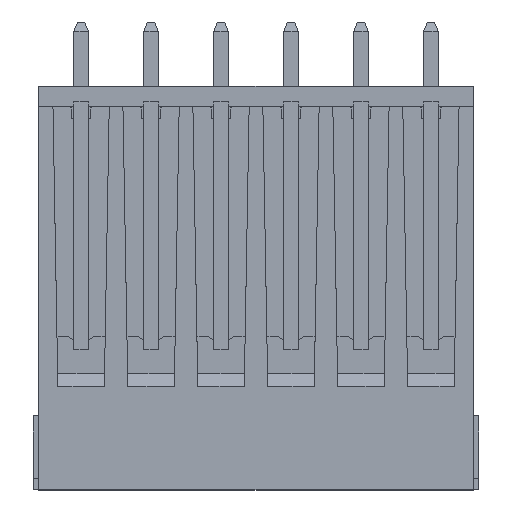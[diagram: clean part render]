
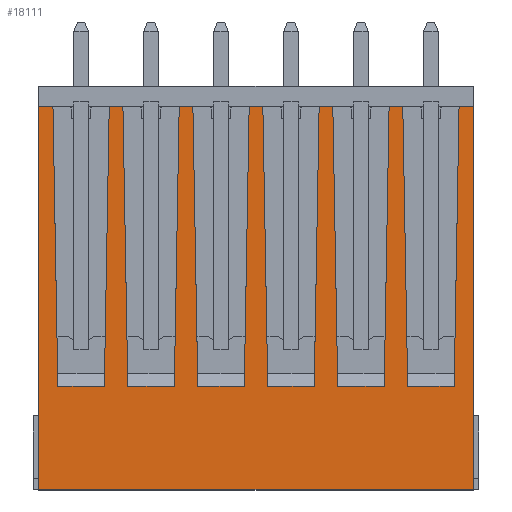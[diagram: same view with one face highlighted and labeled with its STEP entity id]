
A CAD part, top view. The second image highlights one B-rep face of the part: STEP entity #18111.
In plain terms, the highlighted planar face has unit normal (0, 0, 1).
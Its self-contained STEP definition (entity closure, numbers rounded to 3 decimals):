
#17=DIRECTION('',(-1.,0.,0.));
#18=VECTOR('',#17,23.65);
#19=CARTESIAN_POINT('',(23.65,0.,0.));
#20=LINE('',#19,#18);
#21=DIRECTION('',(0.,1.,0.));
#22=VECTOR('',#21,20.85);
#23=CARTESIAN_POINT('',(0.,0.,0.));
#24=LINE('',#23,#22);
#25=DIRECTION('',(0.017,-1.,0.));
#26=VECTOR('',#25,15.252);
#27=CARTESIAN_POINT('',(0.768,20.85,0.));
#28=LINE('',#27,#26);
#29=DIRECTION('',(1.,0.,0.));
#30=VECTOR('',#29,2.531);
#31=CARTESIAN_POINT('',(1.035,5.6,0.));
#32=LINE('',#31,#30);
#33=DIRECTION('',(0.017,1.,0.));
#34=VECTOR('',#33,15.252);
#35=CARTESIAN_POINT('',(3.565,5.6,0.));
#36=LINE('',#35,#34);
#37=DIRECTION('',(1.,0.,0.));
#38=VECTOR('',#37,0.747);
#39=CARTESIAN_POINT('',(3.832,20.85,0.));
#40=LINE('',#39,#38);
#41=DIRECTION('',(0.017,-1.,0.));
#42=VECTOR('',#41,15.252);
#43=CARTESIAN_POINT('',(4.578,20.85,0.));
#44=LINE('',#43,#42);
#45=DIRECTION('',(1.,0.,0.));
#46=VECTOR('',#45,2.531);
#47=CARTESIAN_POINT('',(4.845,5.6,0.));
#48=LINE('',#47,#46);
#49=DIRECTION('',(0.017,1.,0.));
#50=VECTOR('',#49,15.252);
#51=CARTESIAN_POINT('',(7.375,5.6,0.));
#52=LINE('',#51,#50);
#53=DIRECTION('',(1.,0.,0.));
#54=VECTOR('',#53,0.747);
#55=CARTESIAN_POINT('',(7.642,20.85,0.));
#56=LINE('',#55,#54);
#57=DIRECTION('',(0.017,-1.,0.));
#58=VECTOR('',#57,15.252);
#59=CARTESIAN_POINT('',(8.388,20.85,0.));
#60=LINE('',#59,#58);
#61=DIRECTION('',(1.,0.,0.));
#62=VECTOR('',#61,2.531);
#63=CARTESIAN_POINT('',(8.655,5.6,0.));
#64=LINE('',#63,#62);
#65=DIRECTION('',(0.017,1.,0.));
#66=VECTOR('',#65,15.252);
#67=CARTESIAN_POINT('',(11.185,5.6,0.));
#68=LINE('',#67,#66);
#69=DIRECTION('',(1.,0.,0.));
#70=VECTOR('',#69,0.747);
#71=CARTESIAN_POINT('',(11.452,20.85,0.));
#72=LINE('',#71,#70);
#73=DIRECTION('',(0.017,-1.,0.));
#74=VECTOR('',#73,15.252);
#75=CARTESIAN_POINT('',(12.198,20.85,0.));
#76=LINE('',#75,#74);
#77=DIRECTION('',(1.,0.,0.));
#78=VECTOR('',#77,2.531);
#79=CARTESIAN_POINT('',(12.465,5.6,0.));
#80=LINE('',#79,#78);
#81=DIRECTION('',(0.017,1.,0.));
#82=VECTOR('',#81,15.252);
#83=CARTESIAN_POINT('',(14.995,5.6,0.));
#84=LINE('',#83,#82);
#85=DIRECTION('',(1.,0.,0.));
#86=VECTOR('',#85,0.747);
#87=CARTESIAN_POINT('',(15.262,20.85,0.));
#88=LINE('',#87,#86);
#89=DIRECTION('',(0.017,-1.,0.));
#90=VECTOR('',#89,15.252);
#91=CARTESIAN_POINT('',(16.008,20.85,0.));
#92=LINE('',#91,#90);
#93=DIRECTION('',(1.,0.,0.));
#94=VECTOR('',#93,2.531);
#95=CARTESIAN_POINT('',(16.275,5.6,0.));
#96=LINE('',#95,#94);
#97=DIRECTION('',(0.017,1.,0.));
#98=VECTOR('',#97,15.252);
#99=CARTESIAN_POINT('',(18.805,5.6,0.));
#100=LINE('',#99,#98);
#101=DIRECTION('',(1.,0.,0.));
#102=VECTOR('',#101,0.747);
#103=CARTESIAN_POINT('',(19.072,20.85,0.));
#104=LINE('',#103,#102);
#105=DIRECTION('',(0.017,-1.,0.));
#106=VECTOR('',#105,15.252);
#107=CARTESIAN_POINT('',(19.818,20.85,0.));
#108=LINE('',#107,#106);
#109=DIRECTION('',(1.,0.,0.));
#110=VECTOR('',#109,2.531);
#111=CARTESIAN_POINT('',(20.085,5.6,0.));
#112=LINE('',#111,#110);
#113=DIRECTION('',(0.017,1.,0.));
#114=VECTOR('',#113,15.252);
#115=CARTESIAN_POINT('',(22.615,5.6,0.));
#116=LINE('',#115,#114);
#11331=DIRECTION('',(-1.,0.,0.));
#11332=VECTOR('',#11331,0.768);
#11333=CARTESIAN_POINT('',(0.768,20.85,0.));
#11334=LINE('',#11333,#11332);
#12262=DIRECTION('',(-1.,0.,0.));
#12263=VECTOR('',#12262,0.768);
#12264=CARTESIAN_POINT('',(23.65,20.85,0.));
#12265=LINE('',#12264,#12263);
#12390=DIRECTION('',(0.,1.,0.));
#12391=VECTOR('',#12390,20.85);
#12392=CARTESIAN_POINT('',(23.65,0.,0.));
#12393=LINE('',#12392,#12391);
#13798=CARTESIAN_POINT('',(19.818,20.85,0.));
#13799=VERTEX_POINT('',#13798);
#13802=CARTESIAN_POINT('',(23.65,20.85,0.));
#13803=VERTEX_POINT('',#13802);
#13804=CARTESIAN_POINT('',(22.882,20.85,0.));
#13805=VERTEX_POINT('',#13804);
#13872=CARTESIAN_POINT('',(23.65,0.,0.));
#13873=VERTEX_POINT('',#13872);
#13966=CARTESIAN_POINT('',(20.085,5.6,0.));
#13967=VERTEX_POINT('',#13966);
#13968=CARTESIAN_POINT('',(22.615,5.6,0.));
#13969=VERTEX_POINT('',#13968);
#14460=CARTESIAN_POINT('',(16.008,20.85,0.));
#14461=VERTEX_POINT('',#14460);
#14462=CARTESIAN_POINT('',(19.072,20.85,0.));
#14463=VERTEX_POINT('',#14462);
#14556=CARTESIAN_POINT('',(16.275,5.6,0.));
#14557=VERTEX_POINT('',#14556);
#14558=CARTESIAN_POINT('',(18.805,5.6,0.));
#14559=VERTEX_POINT('',#14558);
#15022=CARTESIAN_POINT('',(12.198,20.85,0.));
#15023=VERTEX_POINT('',#15022);
#15024=CARTESIAN_POINT('',(15.262,20.85,0.));
#15025=VERTEX_POINT('',#15024);
#15118=CARTESIAN_POINT('',(12.465,5.6,0.));
#15119=VERTEX_POINT('',#15118);
#15120=CARTESIAN_POINT('',(14.995,5.6,0.));
#15121=VERTEX_POINT('',#15120);
#15606=CARTESIAN_POINT('',(8.388,20.85,0.));
#15607=VERTEX_POINT('',#15606);
#15608=CARTESIAN_POINT('',(11.452,20.85,0.));
#15609=VERTEX_POINT('',#15608);
#15702=CARTESIAN_POINT('',(8.655,5.6,0.));
#15703=VERTEX_POINT('',#15702);
#15704=CARTESIAN_POINT('',(11.185,5.6,0.));
#15705=VERTEX_POINT('',#15704);
#16190=CARTESIAN_POINT('',(4.578,20.85,0.));
#16191=VERTEX_POINT('',#16190);
#16192=CARTESIAN_POINT('',(7.642,20.85,0.));
#16193=VERTEX_POINT('',#16192);
#16286=CARTESIAN_POINT('',(4.845,5.6,0.));
#16287=VERTEX_POINT('',#16286);
#16288=CARTESIAN_POINT('',(7.375,5.6,0.));
#16289=VERTEX_POINT('',#16288);
#16798=CARTESIAN_POINT('',(3.832,20.85,0.));
#16799=VERTEX_POINT('',#16798);
#16800=CARTESIAN_POINT('',(3.565,5.6,0.));
#16801=VERTEX_POINT('',#16800);
#16808=CARTESIAN_POINT('',(0.768,20.85,0.));
#16809=VERTEX_POINT('',#16808);
#16810=CARTESIAN_POINT('',(0.,20.85,0.));
#16811=VERTEX_POINT('',#16810);
#16820=CARTESIAN_POINT('',(0.,0.,0.));
#16821=VERTEX_POINT('',#16820);
#16963=CARTESIAN_POINT('',(1.035,5.6,0.));
#16964=VERTEX_POINT('',#16963);
#18049=CARTESIAN_POINT('',(0.,21.9,0.));
#18050=DIRECTION('',(0.,0.,1.));
#18051=DIRECTION('',(0.,-1.,0.));
#18052=AXIS2_PLACEMENT_3D('',#18049,#18050,#18051);
#18053=PLANE('',#18052);
#18055=ORIENTED_EDGE('',*,*,#18054,.T.);
#18057=ORIENTED_EDGE('',*,*,#18056,.T.);
#18059=ORIENTED_EDGE('',*,*,#18058,.F.);
#18061=ORIENTED_EDGE('',*,*,#18060,.T.);
#18063=ORIENTED_EDGE('',*,*,#18062,.T.);
#18065=ORIENTED_EDGE('',*,*,#18064,.T.);
#18067=ORIENTED_EDGE('',*,*,#18066,.T.);
#18069=ORIENTED_EDGE('',*,*,#18068,.T.);
#18071=ORIENTED_EDGE('',*,*,#18070,.T.);
#18073=ORIENTED_EDGE('',*,*,#18072,.T.);
#18075=ORIENTED_EDGE('',*,*,#18074,.T.);
#18077=ORIENTED_EDGE('',*,*,#18076,.T.);
#18079=ORIENTED_EDGE('',*,*,#18078,.T.);
#18081=ORIENTED_EDGE('',*,*,#18080,.T.);
#18083=ORIENTED_EDGE('',*,*,#18082,.T.);
#18085=ORIENTED_EDGE('',*,*,#18084,.T.);
#18087=ORIENTED_EDGE('',*,*,#18086,.T.);
#18089=ORIENTED_EDGE('',*,*,#18088,.T.);
#18091=ORIENTED_EDGE('',*,*,#18090,.T.);
#18093=ORIENTED_EDGE('',*,*,#18092,.T.);
#18095=ORIENTED_EDGE('',*,*,#18094,.T.);
#18097=ORIENTED_EDGE('',*,*,#18096,.T.);
#18098=ORIENTED_EDGE('',*,*,#18038,.T.);
#18100=ORIENTED_EDGE('',*,*,#18099,.T.);
#18102=ORIENTED_EDGE('',*,*,#18101,.T.);
#18104=ORIENTED_EDGE('',*,*,#18103,.T.);
#18106=ORIENTED_EDGE('',*,*,#18105,.F.);
#18108=ORIENTED_EDGE('',*,*,#18107,.F.);
#18109=EDGE_LOOP('',(#18055,#18057,#18059,#18061,#18063,#18065,#18067,#18069,
#18071,#18073,#18075,#18077,#18079,#18081,#18083,#18085,#18087,#18089,#18091,
#18093,#18095,#18097,#18098,#18100,#18102,#18104,#18106,#18108));
#18110=FACE_OUTER_BOUND('',#18109,.F.);
#18111=ADVANCED_FACE('',(#18110),#18053,.T.);
#18038=EDGE_CURVE('',#14463,#13799,#104,.T.);
#18054=EDGE_CURVE('',#13873,#16821,#20,.T.);
#18056=EDGE_CURVE('',#16821,#16811,#24,.T.);
#18058=EDGE_CURVE('',#16809,#16811,#11334,.T.);
#18060=EDGE_CURVE('',#16809,#16964,#28,.T.);
#18062=EDGE_CURVE('',#16964,#16801,#32,.T.);
#18064=EDGE_CURVE('',#16801,#16799,#36,.T.);
#18066=EDGE_CURVE('',#16799,#16191,#40,.T.);
#18068=EDGE_CURVE('',#16191,#16287,#44,.T.);
#18070=EDGE_CURVE('',#16287,#16289,#48,.T.);
#18072=EDGE_CURVE('',#16289,#16193,#52,.T.);
#18074=EDGE_CURVE('',#16193,#15607,#56,.T.);
#18076=EDGE_CURVE('',#15607,#15703,#60,.T.);
#18078=EDGE_CURVE('',#15703,#15705,#64,.T.);
#18080=EDGE_CURVE('',#15705,#15609,#68,.T.);
#18082=EDGE_CURVE('',#15609,#15023,#72,.T.);
#18084=EDGE_CURVE('',#15023,#15119,#76,.T.);
#18086=EDGE_CURVE('',#15119,#15121,#80,.T.);
#18088=EDGE_CURVE('',#15121,#15025,#84,.T.);
#18090=EDGE_CURVE('',#15025,#14461,#88,.T.);
#18092=EDGE_CURVE('',#14461,#14557,#92,.T.);
#18094=EDGE_CURVE('',#14557,#14559,#96,.T.);
#18096=EDGE_CURVE('',#14559,#14463,#100,.T.);
#18099=EDGE_CURVE('',#13799,#13967,#108,.T.);
#18101=EDGE_CURVE('',#13967,#13969,#112,.T.);
#18103=EDGE_CURVE('',#13969,#13805,#116,.T.);
#18105=EDGE_CURVE('',#13803,#13805,#12265,.T.);
#18107=EDGE_CURVE('',#13873,#13803,#12393,.T.);
